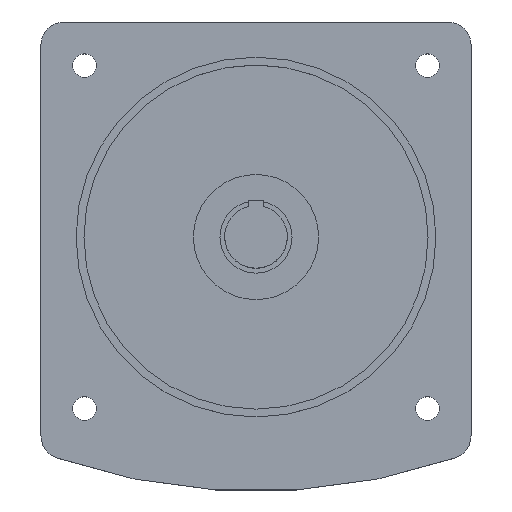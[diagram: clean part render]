
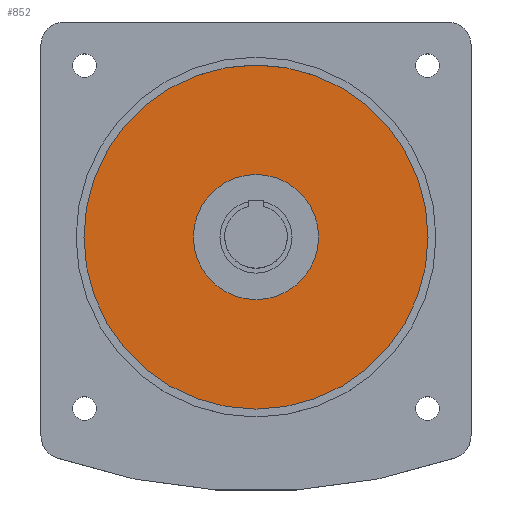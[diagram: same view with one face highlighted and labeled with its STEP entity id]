
A CAD part, top view. The second image highlights one B-rep face of the part: STEP entity #852.
In plain terms, the highlighted planar face has unit normal (0, 0, 1).
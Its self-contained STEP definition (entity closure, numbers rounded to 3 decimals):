
#9 = CARTESIAN_POINT ( 'NONE',  ( 40., 0., 0. ) ) ;
#25 = ORIENTED_EDGE ( 'NONE', *, *, #719, .F. ) ;
#194 = EDGE_CURVE ( 'NONE', #3503, #5141, #381, .T. ) ;
#283 = VERTEX_POINT ( 'NONE', #9 ) ;
#309 = CARTESIAN_POINT ( 'NONE',  ( 110., 0., 0. ) ) ;
#381 = CIRCLE ( 'NONE', #3468, 110. ) ;
#417 = DIRECTION ( 'NONE',  ( 1., 0., 0. ) ) ;
#432 = CARTESIAN_POINT ( 'NONE',  ( 0., 0., 0. ) ) ;
#454 = DIRECTION ( 'NONE',  ( 0., 0., 1. ) ) ;
#472 = ORIENTED_EDGE ( 'NONE', *, *, #3197, .F. ) ;
#627 = EDGE_LOOP ( 'NONE', ( #472, #4446 ) ) ;
#719 = EDGE_CURVE ( 'NONE', #5141, #3503, #4045, .T. ) ;
#789 = PLANE ( 'NONE',  #3992 ) ;
#852 = ADVANCED_FACE ( 'NONE', ( #4609, #4098 ), #789, .T. ) ;
#1034 = CARTESIAN_POINT ( 'NONE',  ( -110., 0., 0. ) ) ;
#1174 = AXIS2_PLACEMENT_3D ( 'NONE', #432, #1223, #4011 ) ;
#1223 = DIRECTION ( 'NONE',  ( 0., 0., 1. ) ) ;
#1507 = DIRECTION ( 'NONE',  ( 0., 0., -1. ) ) ;
#1939 = DIRECTION ( 'NONE',  ( 1., 0., 0. ) ) ;
#2110 = AXIS2_PLACEMENT_3D ( 'NONE', #3068, #3891, #1939 ) ;
#2209 = DIRECTION ( 'NONE',  ( 0., 0., 1. ) ) ;
#2582 = DIRECTION ( 'NONE',  ( 1., 0., 0. ) ) ;
#2745 = CARTESIAN_POINT ( 'NONE',  ( 0., 228.125, 0. ) ) ;
#3068 = CARTESIAN_POINT ( 'NONE',  ( 0., 0., 0. ) ) ;
#3197 = EDGE_CURVE ( 'NONE', #3889, #283, #3866, .T. ) ;
#3250 = EDGE_LOOP ( 'NONE', ( #4195, #25 ) ) ;
#3468 = AXIS2_PLACEMENT_3D ( 'NONE', #4284, #1507, #4302 ) ;
#3503 = VERTEX_POINT ( 'NONE', #1034 ) ;
#3866 = CIRCLE ( 'NONE', #1174, 40. ) ;
#3867 = CARTESIAN_POINT ( 'NONE',  ( -40., 0., 0. ) ) ;
#3889 = VERTEX_POINT ( 'NONE', #3867 ) ;
#3891 = DIRECTION ( 'NONE',  ( 0., 0., -1. ) ) ;
#3992 = AXIS2_PLACEMENT_3D ( 'NONE', #2745, #454, #417 ) ;
#4011 = DIRECTION ( 'NONE',  ( 1., 0., 0. ) ) ;
#4045 = CIRCLE ( 'NONE', #2110, 110. ) ;
#4098 = FACE_BOUND ( 'NONE', #627, .T. ) ;
#4195 = ORIENTED_EDGE ( 'NONE', *, *, #194, .F. ) ;
#4284 = CARTESIAN_POINT ( 'NONE',  ( 0., 0., 0. ) ) ;
#4302 = DIRECTION ( 'NONE',  ( 1., 0., 0. ) ) ;
#4321 = AXIS2_PLACEMENT_3D ( 'NONE', #4621, #2209, #2582 ) ;
#4446 = ORIENTED_EDGE ( 'NONE', *, *, #5000, .F. ) ;
#4609 = FACE_OUTER_BOUND ( 'NONE', #3250, .T. ) ;
#4621 = CARTESIAN_POINT ( 'NONE',  ( 0., 0., 0. ) ) ;
#5000 = EDGE_CURVE ( 'NONE', #283, #3889, #5027, .T. ) ;
#5027 = CIRCLE ( 'NONE', #4321, 40. ) ;
#5141 = VERTEX_POINT ( 'NONE', #309 ) ;
